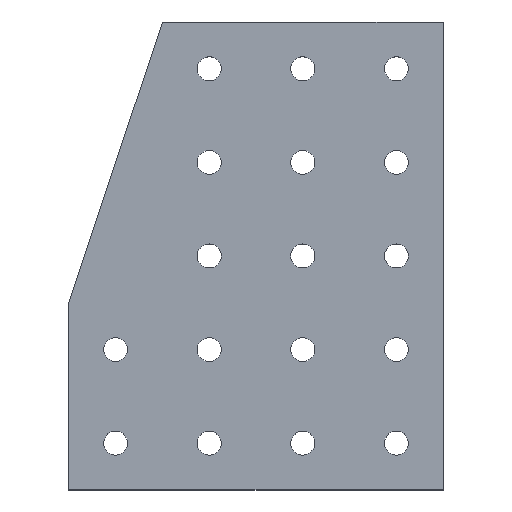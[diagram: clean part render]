
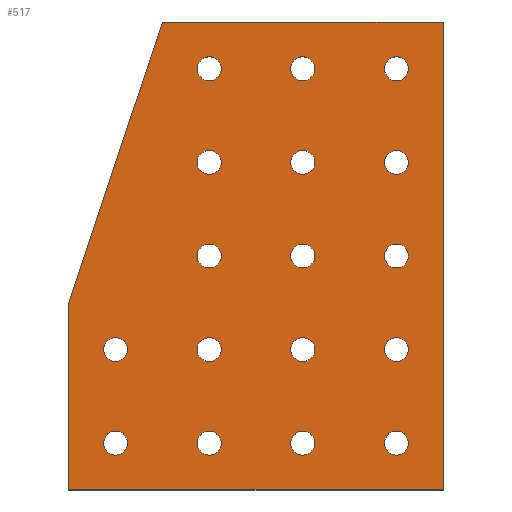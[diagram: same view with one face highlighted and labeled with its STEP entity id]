
A CAD part, top view. The second image highlights one B-rep face of the part: STEP entity #517.
In plain terms, the highlighted planar face has unit normal (0, 0, 1).
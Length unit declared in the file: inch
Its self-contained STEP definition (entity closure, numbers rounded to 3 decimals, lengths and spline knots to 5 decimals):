
#15=FACE_BOUND('',#103,.T.);
#16=FACE_BOUND('',#104,.T.);
#17=FACE_BOUND('',#105,.T.);
#18=FACE_BOUND('',#106,.T.);
#19=FACE_BOUND('',#107,.T.);
#20=FACE_BOUND('',#108,.T.);
#21=FACE_BOUND('',#109,.T.);
#22=FACE_BOUND('',#110,.T.);
#23=FACE_BOUND('',#111,.T.);
#24=FACE_BOUND('',#112,.T.);
#25=FACE_BOUND('',#113,.T.);
#26=FACE_BOUND('',#114,.T.);
#27=FACE_BOUND('',#115,.T.);
#28=FACE_BOUND('',#116,.T.);
#29=FACE_BOUND('',#117,.T.);
#30=FACE_BOUND('',#118,.T.);
#31=FACE_BOUND('',#119,.T.);
#54=PLANE('',#595);
#78=FACE_OUTER_BOUND('',#102,.T.);
#102=EDGE_LOOP('',(#434,#435,#436,#437,#438));
#103=EDGE_LOOP('',(#439));
#104=EDGE_LOOP('',(#440));
#105=EDGE_LOOP('',(#441));
#106=EDGE_LOOP('',(#442));
#107=EDGE_LOOP('',(#443));
#108=EDGE_LOOP('',(#444));
#109=EDGE_LOOP('',(#445));
#110=EDGE_LOOP('',(#446));
#111=EDGE_LOOP('',(#447));
#112=EDGE_LOOP('',(#448));
#113=EDGE_LOOP('',(#449));
#114=EDGE_LOOP('',(#450));
#115=EDGE_LOOP('',(#451));
#116=EDGE_LOOP('',(#452));
#117=EDGE_LOOP('',(#453));
#118=EDGE_LOOP('',(#454));
#119=EDGE_LOOP('',(#455));
#157=LINE('',#857,#189);
#160=LINE('',#863,#192);
#163=LINE('',#869,#195);
#166=LINE('',#875,#198);
#169=LINE('',#879,#201);
#189=VECTOR('',#722,0.3937);
#192=VECTOR('',#727,0.3937);
#195=VECTOR('',#732,0.3937);
#198=VECTOR('',#737,0.3937);
#201=VECTOR('',#742,0.3937);
#202=CIRCLE('',#540,0.128);
#204=CIRCLE('',#543,0.128);
#206=CIRCLE('',#546,0.128);
#208=CIRCLE('',#549,0.128);
#210=CIRCLE('',#552,0.128);
#212=CIRCLE('',#555,0.128);
#214=CIRCLE('',#558,0.128);
#216=CIRCLE('',#561,0.128);
#218=CIRCLE('',#564,0.128);
#220=CIRCLE('',#567,0.128);
#222=CIRCLE('',#570,0.128);
#224=CIRCLE('',#573,0.128);
#226=CIRCLE('',#576,0.128);
#228=CIRCLE('',#579,0.128);
#230=CIRCLE('',#582,0.128);
#232=CIRCLE('',#585,0.128);
#234=CIRCLE('',#588,0.128);
#236=VERTEX_POINT('',#749);
#238=VERTEX_POINT('',#755);
#240=VERTEX_POINT('',#761);
#242=VERTEX_POINT('',#767);
#244=VERTEX_POINT('',#773);
#246=VERTEX_POINT('',#779);
#248=VERTEX_POINT('',#785);
#250=VERTEX_POINT('',#791);
#252=VERTEX_POINT('',#797);
#254=VERTEX_POINT('',#803);
#256=VERTEX_POINT('',#809);
#258=VERTEX_POINT('',#815);
#260=VERTEX_POINT('',#821);
#262=VERTEX_POINT('',#827);
#264=VERTEX_POINT('',#833);
#266=VERTEX_POINT('',#839);
#268=VERTEX_POINT('',#845);
#272=VERTEX_POINT('',#854);
#273=VERTEX_POINT('',#856);
#275=VERTEX_POINT('',#862);
#277=VERTEX_POINT('',#868);
#279=VERTEX_POINT('',#874);
#280=EDGE_CURVE('',#236,#236,#202,.T.);
#283=EDGE_CURVE('',#238,#238,#204,.T.);
#286=EDGE_CURVE('',#240,#240,#206,.T.);
#289=EDGE_CURVE('',#242,#242,#208,.T.);
#292=EDGE_CURVE('',#244,#244,#210,.T.);
#295=EDGE_CURVE('',#246,#246,#212,.T.);
#298=EDGE_CURVE('',#248,#248,#214,.T.);
#301=EDGE_CURVE('',#250,#250,#216,.T.);
#304=EDGE_CURVE('',#252,#252,#218,.T.);
#307=EDGE_CURVE('',#254,#254,#220,.T.);
#310=EDGE_CURVE('',#256,#256,#222,.T.);
#313=EDGE_CURVE('',#258,#258,#224,.T.);
#316=EDGE_CURVE('',#260,#260,#226,.T.);
#319=EDGE_CURVE('',#262,#262,#228,.T.);
#322=EDGE_CURVE('',#264,#264,#230,.T.);
#325=EDGE_CURVE('',#266,#266,#232,.T.);
#328=EDGE_CURVE('',#268,#268,#234,.T.);
#333=EDGE_CURVE('',#273,#272,#157,.T.);
#336=EDGE_CURVE('',#275,#273,#160,.T.);
#339=EDGE_CURVE('',#277,#275,#163,.T.);
#342=EDGE_CURVE('',#279,#277,#166,.T.);
#345=EDGE_CURVE('',#272,#279,#169,.T.);
#434=ORIENTED_EDGE('',*,*,#345,.T.);
#435=ORIENTED_EDGE('',*,*,#342,.T.);
#436=ORIENTED_EDGE('',*,*,#339,.T.);
#437=ORIENTED_EDGE('',*,*,#336,.T.);
#438=ORIENTED_EDGE('',*,*,#333,.T.);
#439=ORIENTED_EDGE('',*,*,#328,.T.);
#440=ORIENTED_EDGE('',*,*,#325,.T.);
#441=ORIENTED_EDGE('',*,*,#322,.T.);
#442=ORIENTED_EDGE('',*,*,#319,.T.);
#443=ORIENTED_EDGE('',*,*,#316,.T.);
#444=ORIENTED_EDGE('',*,*,#313,.T.);
#445=ORIENTED_EDGE('',*,*,#310,.T.);
#446=ORIENTED_EDGE('',*,*,#307,.T.);
#447=ORIENTED_EDGE('',*,*,#304,.T.);
#448=ORIENTED_EDGE('',*,*,#301,.T.);
#449=ORIENTED_EDGE('',*,*,#298,.T.);
#450=ORIENTED_EDGE('',*,*,#295,.T.);
#451=ORIENTED_EDGE('',*,*,#292,.T.);
#452=ORIENTED_EDGE('',*,*,#289,.T.);
#453=ORIENTED_EDGE('',*,*,#286,.T.);
#454=ORIENTED_EDGE('',*,*,#283,.T.);
#455=ORIENTED_EDGE('',*,*,#280,.T.);
#517=ADVANCED_FACE('',(#78,#15,#16,#17,#18,#19,#20,#21,#22,#23,#24,#25,
#26,#27,#28,#29,#30,#31),#54,.T.);
#540=AXIS2_PLACEMENT_3D('',#750,#601,#602);
#543=AXIS2_PLACEMENT_3D('',#756,#608,#609);
#546=AXIS2_PLACEMENT_3D('',#762,#615,#616);
#549=AXIS2_PLACEMENT_3D('',#768,#622,#623);
#552=AXIS2_PLACEMENT_3D('',#774,#629,#630);
#555=AXIS2_PLACEMENT_3D('',#780,#636,#637);
#558=AXIS2_PLACEMENT_3D('',#786,#643,#644);
#561=AXIS2_PLACEMENT_3D('',#792,#650,#651);
#564=AXIS2_PLACEMENT_3D('',#798,#657,#658);
#567=AXIS2_PLACEMENT_3D('',#804,#664,#665);
#570=AXIS2_PLACEMENT_3D('',#810,#671,#672);
#573=AXIS2_PLACEMENT_3D('',#816,#678,#679);
#576=AXIS2_PLACEMENT_3D('',#822,#685,#686);
#579=AXIS2_PLACEMENT_3D('',#828,#692,#693);
#582=AXIS2_PLACEMENT_3D('',#834,#699,#700);
#585=AXIS2_PLACEMENT_3D('',#840,#706,#707);
#588=AXIS2_PLACEMENT_3D('',#846,#713,#714);
#595=AXIS2_PLACEMENT_3D('',#880,#743,#744);
#601=DIRECTION('center_axis',(0.,0.,-1.));
#602=DIRECTION('ref_axis',(-1.,0.,0.));
#608=DIRECTION('center_axis',(0.,0.,-1.));
#609=DIRECTION('ref_axis',(-1.,0.,0.));
#615=DIRECTION('center_axis',(0.,0.,-1.));
#616=DIRECTION('ref_axis',(-1.,0.,0.));
#622=DIRECTION('center_axis',(0.,0.,-1.));
#623=DIRECTION('ref_axis',(-1.,0.,0.));
#629=DIRECTION('center_axis',(0.,0.,-1.));
#630=DIRECTION('ref_axis',(-1.,0.,0.));
#636=DIRECTION('center_axis',(0.,0.,-1.));
#637=DIRECTION('ref_axis',(-1.,0.,0.));
#643=DIRECTION('center_axis',(0.,0.,-1.));
#644=DIRECTION('ref_axis',(-1.,0.,0.));
#650=DIRECTION('center_axis',(0.,0.,-1.));
#651=DIRECTION('ref_axis',(-1.,0.,0.));
#657=DIRECTION('center_axis',(0.,0.,-1.));
#658=DIRECTION('ref_axis',(-1.,0.,0.));
#664=DIRECTION('center_axis',(0.,0.,-1.));
#665=DIRECTION('ref_axis',(-1.,0.,0.));
#671=DIRECTION('center_axis',(0.,0.,-1.));
#672=DIRECTION('ref_axis',(-1.,0.,0.));
#678=DIRECTION('center_axis',(0.,0.,-1.));
#679=DIRECTION('ref_axis',(-1.,0.,0.));
#685=DIRECTION('center_axis',(0.,0.,-1.));
#686=DIRECTION('ref_axis',(-1.,0.,0.));
#692=DIRECTION('center_axis',(0.,0.,-1.));
#693=DIRECTION('ref_axis',(-1.,0.,0.));
#699=DIRECTION('center_axis',(0.,0.,-1.));
#700=DIRECTION('ref_axis',(-1.,0.,0.));
#706=DIRECTION('center_axis',(0.,0.,-1.));
#707=DIRECTION('ref_axis',(-1.,0.,0.));
#713=DIRECTION('center_axis',(0.,0.,-1.));
#714=DIRECTION('ref_axis',(-1.,0.,0.));
#722=DIRECTION('',(0.,1.,0.));
#727=DIRECTION('',(1.,0.,0.));
#732=DIRECTION('',(0.,-1.,0.));
#737=DIRECTION('',(-0.316,-0.949,0.));
#742=DIRECTION('',(-1.,0.,0.));
#743=DIRECTION('center_axis',(0.,0.,1.));
#744=DIRECTION('ref_axis',(1.,0.,0.));
#749=CARTESIAN_POINT('',(3.628,4.5,0.25));
#750=CARTESIAN_POINT('Origin',(3.5,4.5,0.25));
#755=CARTESIAN_POINT('',(1.628,3.5,0.25));
#756=CARTESIAN_POINT('Origin',(1.5,3.5,0.25));
#761=CARTESIAN_POINT('',(2.628,3.5,0.25));
#762=CARTESIAN_POINT('Origin',(2.5,3.5,0.25));
#767=CARTESIAN_POINT('',(3.628,2.5,0.25));
#768=CARTESIAN_POINT('Origin',(3.5,2.5,0.25));
#773=CARTESIAN_POINT('',(3.628,1.5,0.25));
#774=CARTESIAN_POINT('Origin',(3.5,1.5,0.25));
#779=CARTESIAN_POINT('',(2.628,1.5,0.25));
#780=CARTESIAN_POINT('Origin',(2.5,1.5,0.25));
#785=CARTESIAN_POINT('',(1.628,1.5,0.25));
#786=CARTESIAN_POINT('Origin',(1.5,1.5,0.25));
#791=CARTESIAN_POINT('',(0.628,1.5,0.25));
#792=CARTESIAN_POINT('Origin',(0.5,1.5,0.25));
#797=CARTESIAN_POINT('',(3.628,0.5,0.25));
#798=CARTESIAN_POINT('Origin',(3.5,0.5,0.25));
#803=CARTESIAN_POINT('',(2.628,0.5,0.25));
#804=CARTESIAN_POINT('Origin',(2.5,0.5,0.25));
#809=CARTESIAN_POINT('',(1.628,0.5,0.25));
#810=CARTESIAN_POINT('Origin',(1.5,0.5,0.25));
#815=CARTESIAN_POINT('',(0.628,0.5,0.25));
#816=CARTESIAN_POINT('Origin',(0.5,0.5,0.25));
#821=CARTESIAN_POINT('',(2.628,2.5,0.25));
#822=CARTESIAN_POINT('Origin',(2.5,2.5,0.25));
#827=CARTESIAN_POINT('',(1.628,2.5,0.25));
#828=CARTESIAN_POINT('Origin',(1.5,2.5,0.25));
#833=CARTESIAN_POINT('',(3.628,3.5,0.25));
#834=CARTESIAN_POINT('Origin',(3.5,3.5,0.25));
#839=CARTESIAN_POINT('',(2.628,4.5,0.25));
#840=CARTESIAN_POINT('Origin',(2.5,4.5,0.25));
#845=CARTESIAN_POINT('',(1.628,4.5,0.25));
#846=CARTESIAN_POINT('Origin',(1.5,4.5,0.25));
#854=CARTESIAN_POINT('',(4.,5.,0.25));
#856=CARTESIAN_POINT('',(4.,0.,0.25));
#857=CARTESIAN_POINT('',(4.,0.,0.25));
#862=CARTESIAN_POINT('',(0.,0.,0.25));
#863=CARTESIAN_POINT('',(0.,0.,0.25));
#868=CARTESIAN_POINT('',(0.,2.,0.25));
#869=CARTESIAN_POINT('',(0.,2.,0.25));
#874=CARTESIAN_POINT('',(1.,5.,0.25));
#875=CARTESIAN_POINT('',(1.,5.,0.25));
#879=CARTESIAN_POINT('',(4.,5.,0.25));
#880=CARTESIAN_POINT('Origin',(2.,2.5,0.25));
